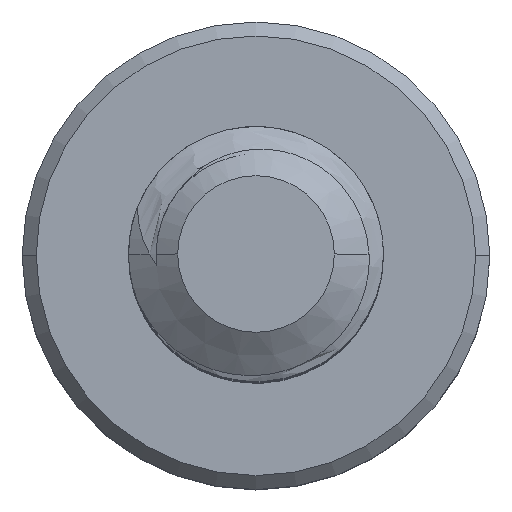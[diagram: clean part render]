
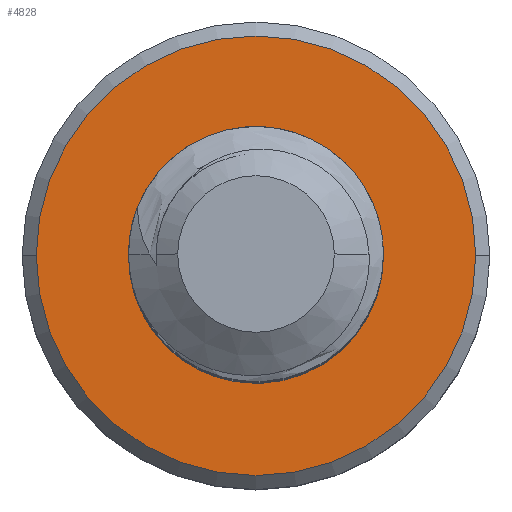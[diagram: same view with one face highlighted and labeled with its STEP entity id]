
A CAD part, top view. The second image highlights one B-rep face of the part: STEP entity #4828.
In plain terms, the highlighted planar face has unit normal (0, 0, 1).
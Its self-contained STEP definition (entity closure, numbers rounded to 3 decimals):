
#132 = CIRCLE ( 'NONE', #3366, 1.5 ) ;
#348 = ORIENTED_EDGE ( 'NONE', *, *, #414, .T. ) ;
#414 = EDGE_CURVE ( 'NONE', #3047, #5456, #1909, .T. ) ;
#424 = AXIS2_PLACEMENT_3D ( 'NONE', #1099, #1112, #1073 ) ;
#460 = CARTESIAN_POINT ( 'NONE',  ( -1.5, 0., -12. ) ) ;
#499 = AXIS2_PLACEMENT_3D ( 'NONE', #4516, #4973, #2133 ) ;
#642 = CARTESIAN_POINT ( 'NONE',  ( -2.585, 0., -12. ) ) ;
#829 = EDGE_CURVE ( 'NONE', #5456, #3047, #844, .T. ) ;
#844 = CIRCLE ( 'NONE', #4705, 2.585 ) ;
#1073 = DIRECTION ( 'NONE',  ( -1., 0., 0. ) ) ;
#1099 = CARTESIAN_POINT ( 'NONE',  ( 0., 0., -12. ) ) ;
#1112 = DIRECTION ( 'NONE',  ( 0., 0., 1. ) ) ;
#1531 = FACE_BOUND ( 'NONE', #6347, .T. ) ;
#1541 = DIRECTION ( 'NONE',  ( 0., 0., 1. ) ) ;
#1625 = DIRECTION ( 'NONE',  ( -1., 0., 0. ) ) ;
#1697 = CARTESIAN_POINT ( 'NONE',  ( 0., 0., -12. ) ) ;
#1713 = FACE_OUTER_BOUND ( 'NONE', #6264, .T. ) ;
#1788 = EDGE_CURVE ( 'NONE', #6279, #5758, #5908, .T. ) ;
#1909 = CIRCLE ( 'NONE', #424, 2.585 ) ;
#2109 = CARTESIAN_POINT ( 'NONE',  ( 1.5, 0., -12. ) ) ;
#2133 = DIRECTION ( 'NONE',  ( -1., 0., 0. ) ) ;
#2571 = DIRECTION ( 'NONE',  ( 0., 0., 1. ) ) ;
#2677 = ORIENTED_EDGE ( 'NONE', *, *, #1788, .F. ) ;
#3047 = VERTEX_POINT ( 'NONE', #642 ) ;
#3366 = AXIS2_PLACEMENT_3D ( 'NONE', #5320, #2571, #5786 ) ;
#4493 = CARTESIAN_POINT ( 'NONE',  ( 0., 0., -12. ) ) ;
#4500 = PLANE ( 'NONE',  #499 ) ;
#4516 = CARTESIAN_POINT ( 'NONE',  ( 0., 0., -12. ) ) ;
#4554 = EDGE_CURVE ( 'NONE', #5758, #6279, #132, .T. ) ;
#4705 = AXIS2_PLACEMENT_3D ( 'NONE', #1697, #5066, #1625 ) ;
#4794 = ORIENTED_EDGE ( 'NONE', *, *, #4554, .F. ) ;
#4828 = ADVANCED_FACE ( 'NONE', ( #1713, #1531 ), #4500, .F. ) ;
#4939 = DIRECTION ( 'NONE',  ( 1., 0., 0. ) ) ;
#4973 = DIRECTION ( 'NONE',  ( 0., 0., -1. ) ) ;
#5061 = ORIENTED_EDGE ( 'NONE', *, *, #829, .T. ) ;
#5066 = DIRECTION ( 'NONE',  ( 0., 0., 1. ) ) ;
#5320 = CARTESIAN_POINT ( 'NONE',  ( 0., 0., -12. ) ) ;
#5456 = VERTEX_POINT ( 'NONE', #6124 ) ;
#5758 = VERTEX_POINT ( 'NONE', #460 ) ;
#5786 = DIRECTION ( 'NONE',  ( 1., 0., 0. ) ) ;
#5908 = CIRCLE ( 'NONE', #6016, 1.5 ) ;
#6016 = AXIS2_PLACEMENT_3D ( 'NONE', #4493, #1541, #4939 ) ;
#6124 = CARTESIAN_POINT ( 'NONE',  ( 2.585, 0., -12. ) ) ;
#6264 = EDGE_LOOP ( 'NONE', ( #348, #5061 ) ) ;
#6279 = VERTEX_POINT ( 'NONE', #2109 ) ;
#6347 = EDGE_LOOP ( 'NONE', ( #2677, #4794 ) ) ;
